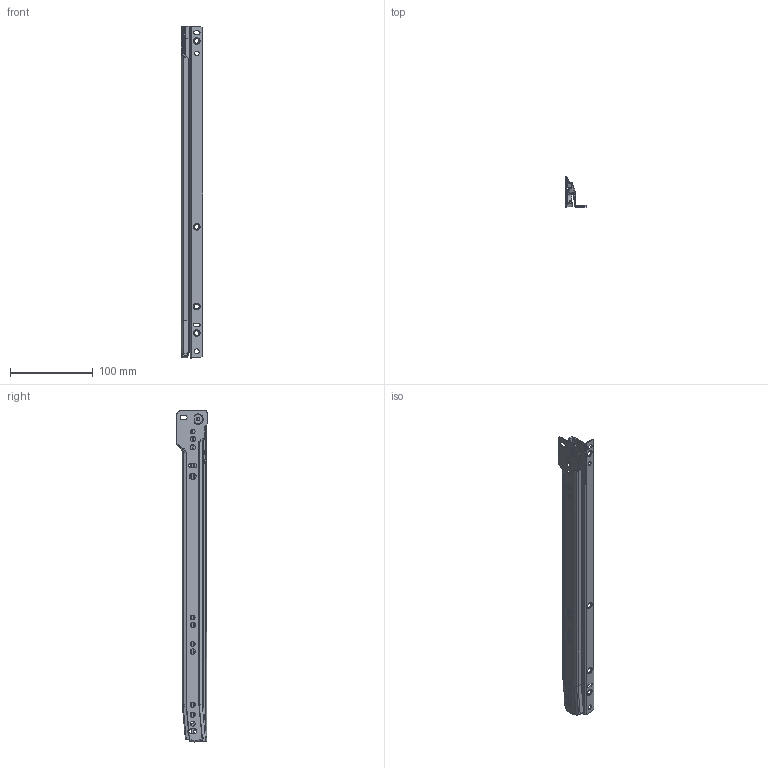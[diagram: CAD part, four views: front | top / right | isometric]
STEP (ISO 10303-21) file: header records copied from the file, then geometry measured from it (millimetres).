
FILE_DESCRIPTION (( 'STEP AP214' ), '1' );
FILE_NAME ('FR_2021.0400mm_16inch_closed_left.STEP', '2022-11-15T07:56:59', ( '' ), ( '' ), 'SwSTEP 2.0', 'SolidWorks 2020', '' );
FILE_SCHEMA (( 'AUTOMOTIVE_DESIGN' ));
Length unit declared in the file: millimetre
Products named in the file (5): 2021.400-01.W012.li_NL 400; 2021.400-01.W012.li_Topf Standard; 2021.XXX-03.W151.li_NL 400; FR_2021.0400mm_16inch_closed_left; 2021.XXX-03.W151_NL 400 li ge
Assembly tree (4 placements, depth 3):
  FR_2021.0400mm_16inch_closed_left
    2021.400-01.W012.li_NL 400
      2021.400-01.W012.li_Topf Standard
    2021.XXX-03.W151.li_NL 400
      2021.XXX-03.W151_NL 400 li ge
Bounding box: 25.5 x 36.4 x 400.01 mm (x, y, z)
Volume: 39533.3 mm3; surface area: 64620.8 mm2
Topology: 2 solids, 2 shells, 738 faces, 1751 edges, 1102 vertices
Faces by surface type: cylinder 353, plane 263, cone 52, bspline 45, torus 19, sphere 6
Entity records: 23873 total; most frequent: CARTESIAN_POINT 6114, DIRECTION 3775, ORIENTED_EDGE 3500, EDGE_CURVE 1750, AXIS2_PLACEMENT_3D 1461, VERTEX_POINT 1102, EDGE_LOOP 888, LINE 853
